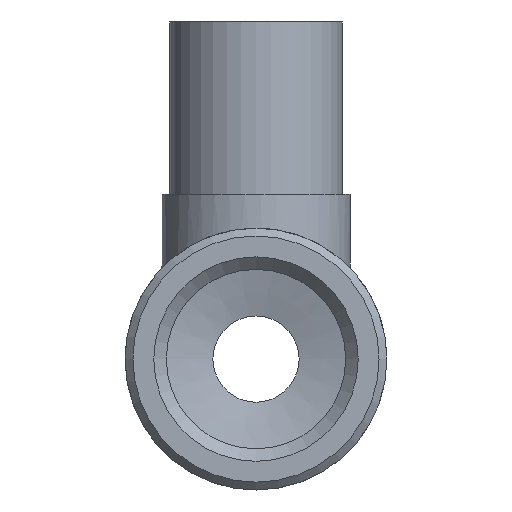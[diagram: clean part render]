
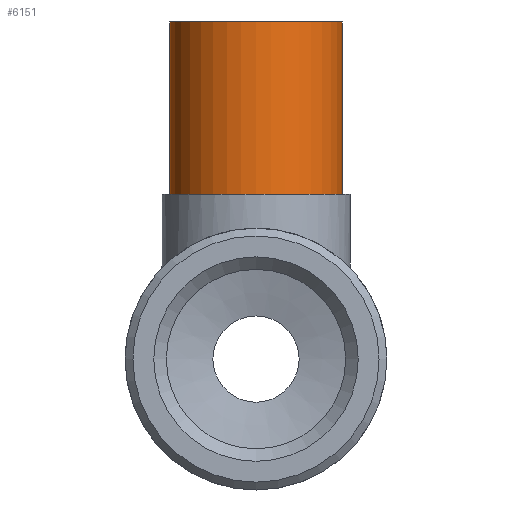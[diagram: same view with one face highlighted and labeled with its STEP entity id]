
A CAD part, left-side view. The second image highlights one B-rep face of the part: STEP entity #6151.
In plain terms, the highlighted cylindrical face has radius 5.5 mm (diameter 11 mm), a partial arc.
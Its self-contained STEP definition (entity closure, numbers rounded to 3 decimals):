
#73=VECTOR('',#3521,1.);
#75=VECTOR('',#3535,1.);
#130=LINE('',#4140,#73);
#132=LINE('',#4150,#75);
#2161=CYLINDRICAL_SURFACE('',#5915,5.5);
#2336=ORIENTED_EDGE('',*,*,#2921,.F.);
#2337=ORIENTED_EDGE('',*,*,#2924,.F.);
#2338=ORIENTED_EDGE('',*,*,#2914,.T.);
#2339=ORIENTED_EDGE('',*,*,#2919,.F.);
#2650=CIRCLE('',#5907,5.5);
#2652=CIRCLE('',#5913,5.5);
#2757=VERTEX_POINT('',#4128);
#2758=VERTEX_POINT('',#4130);
#2760=VERTEX_POINT('',#4138);
#2761=VERTEX_POINT('',#4144);
#2914=EDGE_CURVE('',#2758,#2757,#2650,.T.);
#2919=EDGE_CURVE('',#2760,#2757,#130,.T.);
#2921=EDGE_CURVE('',#2761,#2760,#2652,.T.);
#2924=EDGE_CURVE('',#2758,#2761,#132,.T.);
#3092=EDGE_LOOP('',(#2336,#2337,#2338,#2339));
#3277=FACE_BOUND('',#3092,.T.);
#3511=DIRECTION('',(0.,1.,0.));
#3512=DIRECTION('',(0.,0.,-5.5));
#3521=DIRECTION('',(0.,-11.,0.));
#3528=DIRECTION('',(0.,1.,0.));
#3529=DIRECTION('',(0.,0.,-5.5));
#3533=DIRECTION('',(0.,1.,0.));
#3534=DIRECTION('',(1.,0.,0.));
#3535=DIRECTION('',(0.,11.,0.));
#4128=CARTESIAN_POINT('',(36.523,44.277,5.5));
#4130=CARTESIAN_POINT('',(36.523,44.277,-5.5));
#4131=CARTESIAN_POINT('',(36.523,44.277,0.));
#4138=CARTESIAN_POINT('',(36.523,55.277,5.5));
#4140=CARTESIAN_POINT('',(36.523,55.277,5.5));
#4144=CARTESIAN_POINT('',(36.523,55.277,-5.5));
#4145=CARTESIAN_POINT('',(36.523,55.277,0.));
#4149=CARTESIAN_POINT('',(36.523,44.277,0.));
#4150=CARTESIAN_POINT('',(36.523,44.277,-5.5));
#5907=AXIS2_PLACEMENT_3D('',#4131,#3511,#3512);
#5913=AXIS2_PLACEMENT_3D('',#4145,#3528,#3529);
#5915=AXIS2_PLACEMENT_3D('',#4149,#3533,#3534);
#6151=ADVANCED_FACE('',(#3277),#2161,.T.);
